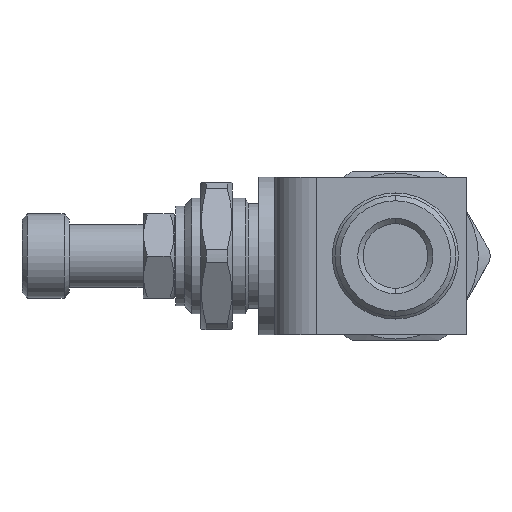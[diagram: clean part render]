
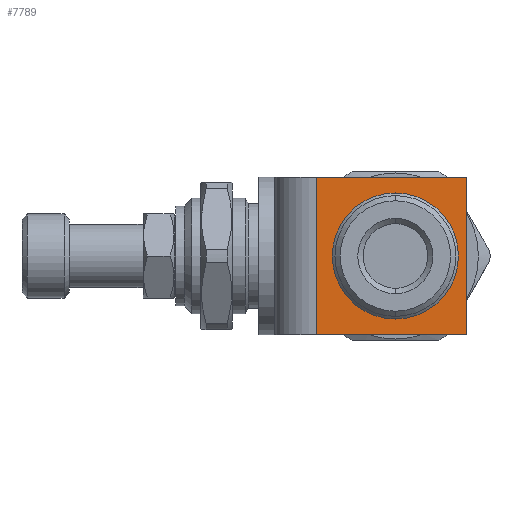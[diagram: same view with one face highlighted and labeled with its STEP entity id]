
A CAD part, left-side view. The second image highlights one B-rep face of the part: STEP entity #7789.
In plain terms, the highlighted planar face has unit normal (-1, 0, 0).
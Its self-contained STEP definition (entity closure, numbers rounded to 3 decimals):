
#59 = CARTESIAN_POINT ( 'NONE',  ( -11.5, 0., 7.5 ) ) ;
#60 = DIRECTION ( 'NONE',  ( 0., 0., -1. ) ) ;
#195 = CARTESIAN_POINT ( 'NONE',  ( -11.5, 6.8, 0. ) ) ;
#196 = DIRECTION ( 'NONE',  ( -1., 0., 0. ) ) ;
#197 = DIRECTION ( 'NONE',  ( 0., 0., -1. ) ) ;
#315 = LINE ( 'NONE', #1584, #7293 ) ;
#319 = LINE ( 'NONE', #1601, #7279 ) ;
#326 = LINE ( 'NONE', #1620, #7278 ) ;
#350 = LINE ( 'NONE', #59, #4949 ) ;
#1334 = EDGE_CURVE ( 'NONE', #4679, #5175, #315, .T. ) ;
#1341 = EDGE_CURVE ( 'NONE', #4679, #5180, #319, .T. ) ;
#1349 = EDGE_CURVE ( 'NONE', #5175, #4682, #326, .T. ) ;
#1375 = EDGE_CURVE ( 'NONE', #5180, #4682, #350, .T. ) ;
#1584 = CARTESIAN_POINT ( 'NONE',  ( -11.5, 14.3, 7.5 ) ) ;
#1585 = DIRECTION ( 'NONE',  ( 0., 0., -1. ) ) ;
#1601 = CARTESIAN_POINT ( 'NONE',  ( -11.5, 14.3, 7.5 ) ) ;
#1602 = DIRECTION ( 'NONE',  ( 0., -1., 0. ) ) ;
#1620 = CARTESIAN_POINT ( 'NONE',  ( -11.5, 14.3, -7.5 ) ) ;
#1621 = DIRECTION ( 'NONE',  ( 0., -1., 0. ) ) ;
#2449 = EDGE_CURVE ( 'NONE', #6918, #6931, #6539, .T. ) ;
#2674 = AXIS2_PLACEMENT_3D ( 'NONE', #5995, #5996, #5997 ) ;
#2705 = CARTESIAN_POINT ( 'NONE',  ( -11.5, 6.8, 0. ) ) ;
#2706 = DIRECTION ( 'NONE',  ( -1., 0., 0. ) ) ;
#2707 = DIRECTION ( 'NONE',  ( 0., 0., -1. ) ) ;
#3012 = EDGE_LOOP ( 'NONE', ( #5081, #5097 ) ) ;
#3026 = EDGE_LOOP ( 'NONE', ( #5080, #5062, #5161, #5096 ) ) ;
#3132 = CARTESIAN_POINT ( 'NONE',  ( -11.5, 14.3, 7.5 ) ) ;
#3135 = CARTESIAN_POINT ( 'NONE',  ( -11.5, 0., -7.5 ) ) ;
#3312 = CARTESIAN_POINT ( 'NONE',  ( -11.5, 14.3, -7.5 ) ) ;
#3317 = CARTESIAN_POINT ( 'NONE',  ( -11.5, 0., 7.5 ) ) ;
#4679 = VERTEX_POINT ( 'NONE', #3132 ) ;
#4682 = VERTEX_POINT ( 'NONE', #3135 ) ;
#4949 = VECTOR ( 'NONE', #60, 1000. ) ;
#5062 = ORIENTED_EDGE ( 'NONE', *, *, #1375, .F. ) ;
#5080 = ORIENTED_EDGE ( 'NONE', *, *, #1349, .T. ) ;
#5081 = ORIENTED_EDGE ( 'NONE', *, *, #7915, .F. ) ;
#5096 = ORIENTED_EDGE ( 'NONE', *, *, #1334, .T. ) ;
#5097 = ORIENTED_EDGE ( 'NONE', *, *, #2449, .F. ) ;
#5161 = ORIENTED_EDGE ( 'NONE', *, *, #1341, .F. ) ;
#5175 = VERTEX_POINT ( 'NONE', #3312 ) ;
#5180 = VERTEX_POINT ( 'NONE', #3317 ) ;
#5672 = CARTESIAN_POINT ( 'NONE',  ( -11.5, 6.8, -6. ) ) ;
#5685 = CARTESIAN_POINT ( 'NONE',  ( -11.5, 6.8, 6. ) ) ;
#5994 = PLANE ( 'NONE',  #2674 ) ;
#5995 = CARTESIAN_POINT ( 'NONE',  ( -11.5, 14.3, 7.5 ) ) ;
#5996 = DIRECTION ( 'NONE',  ( 1., 0., 0. ) ) ;
#5997 = DIRECTION ( 'NONE',  ( 0., 0., -1. ) ) ;
#6527 = AXIS2_PLACEMENT_3D ( 'NONE', #195, #196, #197 ) ;
#6539 = CIRCLE ( 'NONE', #6527, 6. ) ;
#6918 = VERTEX_POINT ( 'NONE', #5672 ) ;
#6931 = VERTEX_POINT ( 'NONE', #5685 ) ;
#7158 = CIRCLE ( 'NONE', #7172, 6. ) ;
#7172 = AXIS2_PLACEMENT_3D ( 'NONE', #2705, #2706, #2707 ) ;
#7278 = VECTOR ( 'NONE', #1621, 1000. ) ;
#7279 = VECTOR ( 'NONE', #1602, 1000. ) ;
#7293 = VECTOR ( 'NONE', #1585, 1000. ) ;
#7523 = FACE_OUTER_BOUND ( 'NONE', #3026, .T. ) ;
#7524 = FACE_BOUND ( 'NONE', #3012, .T. ) ;
#7789 = ADVANCED_FACE ( 'NONE', ( #7523, #7524 ), #5994, .F. ) ;
#7915 = EDGE_CURVE ( 'NONE', #6931, #6918, #7158, .T. ) ;
